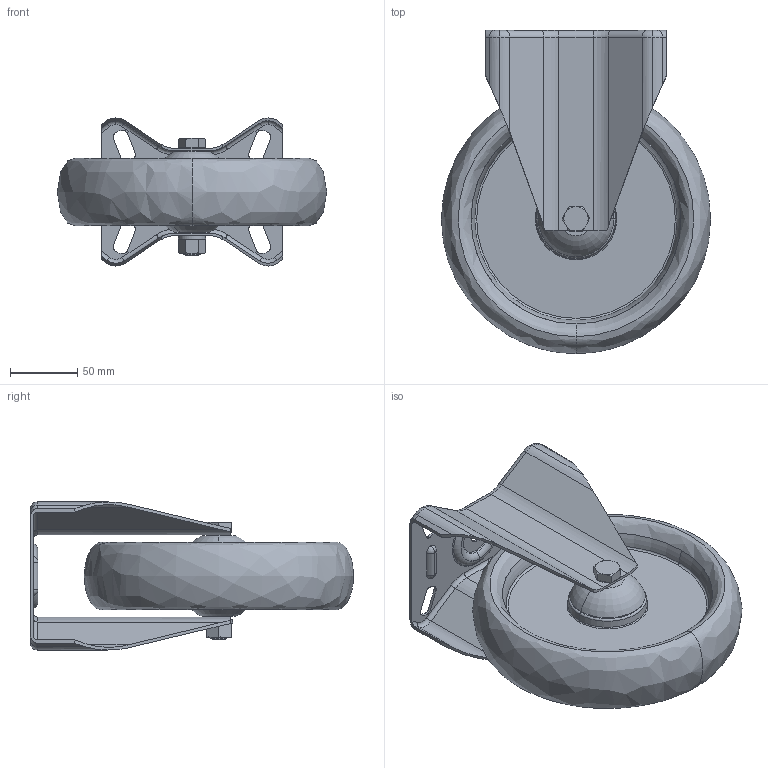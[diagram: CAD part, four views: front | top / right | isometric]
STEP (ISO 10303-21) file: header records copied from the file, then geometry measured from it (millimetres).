
FILE_DESCRIPTION (( 'STEP AP214' ), '1' );
FILE_NAME ('0027485.step', '2022-11-03T12:32:27', ( '' ), ( '' ), 'SwSTEP 2.0', 'SolidWorks 2020', '' );
FILE_SCHEMA (( 'AUTOMOTIVE_DESIGN' ));
Length unit declared in the file: millimetre
Products named in the file (1): 0027485
Bounding box: 200 x 240 x 109.99 mm (x, y, z)
Volume: 899452.6 mm3; surface area: 278633.7 mm2
Topology: 8 solids, 8 shells, 367 faces, 850 edges, 512 vertices
Faces by surface type: cylinder 118, torus 104, plane 83, cone 52, bspline 6, sphere 4
Entity records: 14944 total; most frequent: CARTESIAN_POINT 2270, DIRECTION 1976, ORIENTED_EDGE 1692, AXIS2_PLACEMENT_3D 854, EDGE_CURVE 846, VERTEX_POINT 512, CIRCLE 492, EDGE_LOOP 408
